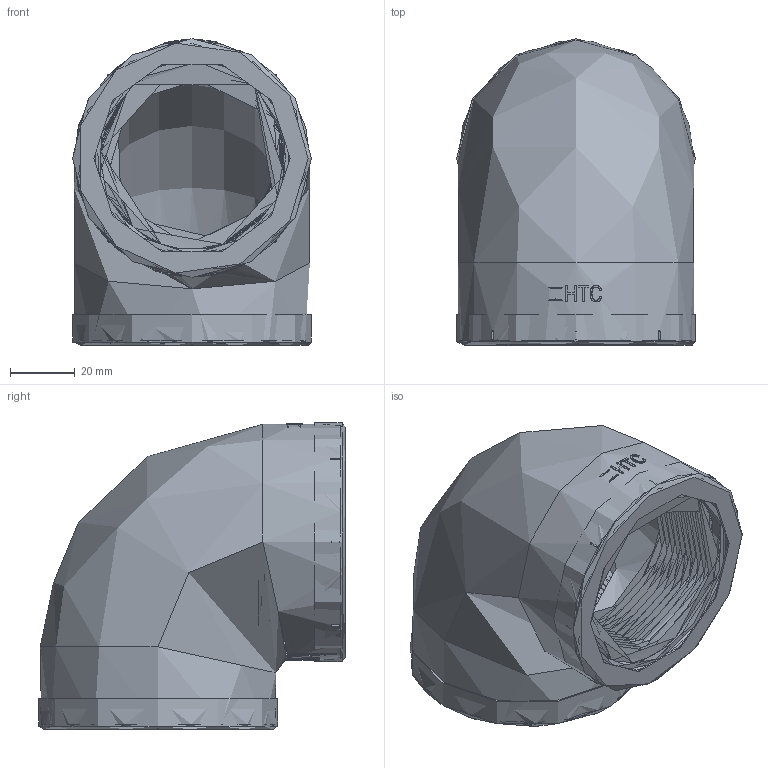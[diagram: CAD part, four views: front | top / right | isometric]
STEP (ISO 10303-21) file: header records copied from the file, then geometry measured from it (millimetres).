
FILE_DESCRIPTION(/* description */ (''),/* implementation_level */ '2;1');
FILE_NAME(/* name */ 'Z6B063063+铁圈.stp',/* time_stamp */ '2025-03-22T16:54:22+08:00',/* author */ (''),/* organization */ (''),/* preprocessor_version */ 'ST-DEVELOPER v16',/* originating_system */ 'SIEMENS PLM Software NX 10.0',/* authorisation */ '');
FILE_SCHEMA (('AUTOMOTIVE_DESIGN { 1 0 10303 214 3 1 1 1 }'));
Products named in the file (1): gelv17ACEE58i0ac
Bounding box: 74 x 95 x 95 mm (x, y, z)
Volume: 170649 mm3; surface area: 65621.1 mm2
Topology: 3 solids, 3 shells, 1903 faces, 5491 edges, 3604 vertices
Faces by surface type: bspline 1581, cylinder 142, plane 140, sphere 32, torus 8
Full cylindrical faces by diameter (mm): 59.614 x22, 60.8 x2, 64 x2, 73 x4, 74 x2
Entity records: 110376 total; most frequent: CARTESIAN_POINT 64870, ORIENTED_EDGE 10712, DIRECTION 8972, EDGE_CURVE 5356, AXIS2_PLACEMENT_3D 3578, VERTEX_POINT 3553, ELLIPSE 3033, EDGE_LOOP 1959
